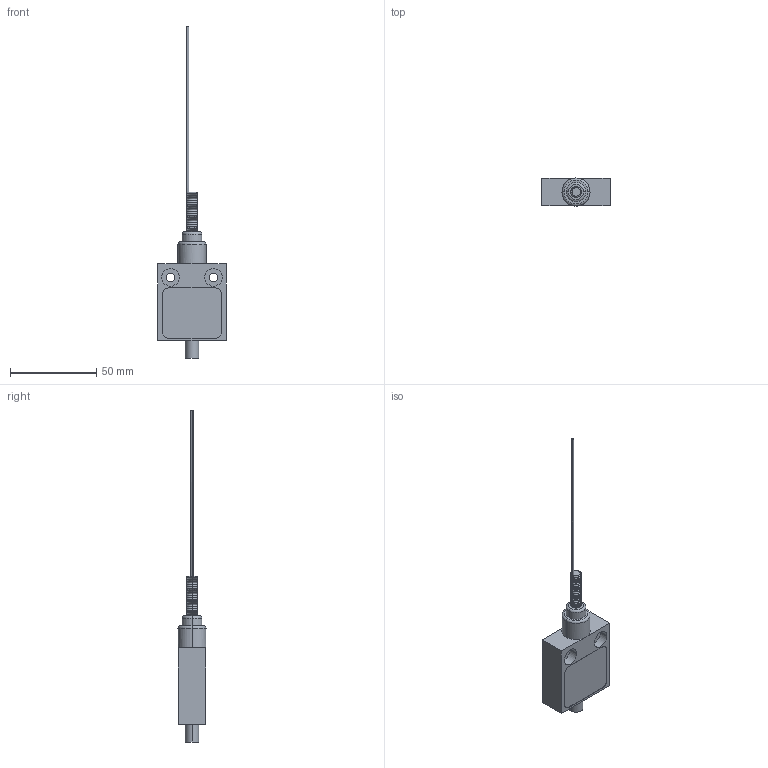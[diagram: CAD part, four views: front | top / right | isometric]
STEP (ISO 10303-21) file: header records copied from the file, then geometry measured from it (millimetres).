
FILE_DESCRIPTION(('STEP AP242'),'1');
FILE_NAME('9007ml05s0100.stp','2021-09-28T13:15:00',('TraceParts'),('TraceParts S.A.'),'Spatial InterOp 3D',' ',' ');
FILE_SCHEMA(('AP242_MANAGED_MODEL_BASED_3D_ENGINEERING_MIM_LF {1 0 10303 442 1 1 4}'));
Length unit declared in the file: millimetre
Products named in the file (1): 9007ml05s0100
Bounding box: 39.62 x 16.26 x 192.53 mm (x, y, z)
Volume: 30684.7 mm3; surface area: 8906.4 mm2
Topology: 1 solids, 1 shells, 117 faces, 247 edges, 138 vertices
Faces by surface type: torus 76, plane 21, cylinder 20
Entity records: 4148 total; most frequent: DIRECTION 678, CARTESIAN_POINT 529, ORIENTED_EDGE 494, AXIS2_PLACEMENT_3D 315, EDGE_CURVE 247, CIRCLE 197, VERTEX_POINT 138, EDGE_LOOP 127
